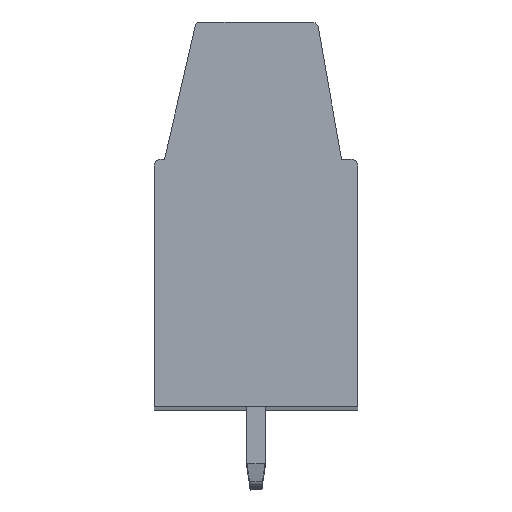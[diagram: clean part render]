
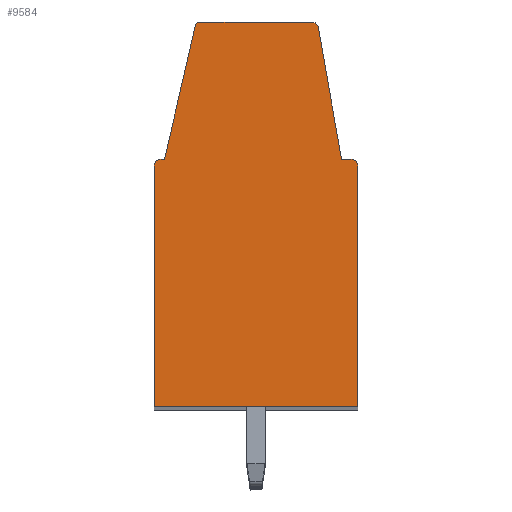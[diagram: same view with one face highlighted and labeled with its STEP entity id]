
A CAD part, top view. The second image highlights one B-rep face of the part: STEP entity #9584.
In plain terms, the highlighted planar face has unit normal (0, 0, 1).
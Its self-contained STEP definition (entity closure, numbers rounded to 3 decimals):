
#24=DIRECTION('',(0.225,0.974,0.));
#25=VECTOR('',#24,5.999);
#26=CARTESIAN_POINT('',(-4.,3.55,92.5));
#27=LINE('',#26,#25);
#28=CARTESIAN_POINT('',(-2.456,9.35,92.5));
#29=DIRECTION('',(0.,0.,-1.));
#30=DIRECTION('',(-0.974,0.225,0.));
#31=AXIS2_PLACEMENT_3D('',#28,#29,#30);
#33=DIRECTION('',(1.,0.,0.));
#34=VECTOR('',#33,4.886);
#35=CARTESIAN_POINT('',(-2.456,9.55,92.5));
#36=LINE('',#35,#34);
#37=CARTESIAN_POINT('',(2.43,9.25,92.5));
#38=DIRECTION('',(0.,0.,-1.));
#39=DIRECTION('',(0.,1.,0.));
#40=AXIS2_PLACEMENT_3D('',#37,#38,#39);
#42=DIRECTION('',(0.174,-0.985,0.));
#43=VECTOR('',#42,5.841);
#44=CARTESIAN_POINT('',(2.726,9.302,92.5));
#45=LINE('',#44,#43);
#46=DIRECTION('',(1.,0.,0.));
#47=VECTOR('',#46,0.41);
#48=CARTESIAN_POINT('',(3.74,3.55,92.5));
#49=LINE('',#48,#47);
#50=CARTESIAN_POINT('',(4.15,3.25,92.5));
#51=DIRECTION('',(0.,0.,-1.));
#52=DIRECTION('',(0.,1.,0.));
#53=AXIS2_PLACEMENT_3D('',#50,#51,#52);
#55=DIRECTION('',(0.,-1.,0.));
#56=VECTOR('',#55,10.5);
#57=CARTESIAN_POINT('',(4.45,3.25,92.5));
#58=LINE('',#57,#56);
#59=DIRECTION('',(-1.,0.,0.));
#60=VECTOR('',#59,8.9);
#61=CARTESIAN_POINT('',(4.45,-7.25,92.5));
#62=LINE('',#61,#60);
#63=DIRECTION('',(0.,1.,0.));
#64=VECTOR('',#63,10.5);
#65=CARTESIAN_POINT('',(-4.45,-7.25,92.5));
#66=LINE('',#65,#64);
#67=CARTESIAN_POINT('',(-4.15,3.25,92.5));
#68=DIRECTION('',(0.,0.,-1.));
#69=DIRECTION('',(-1.,0.,0.));
#70=AXIS2_PLACEMENT_3D('',#67,#68,#69);
#72=DIRECTION('',(1.,0.,0.));
#73=VECTOR('',#72,0.15);
#74=CARTESIAN_POINT('',(-4.15,3.55,92.5));
#75=LINE('',#74,#73);
#7662=CARTESIAN_POINT('',(-4.,3.55,92.5));
#7663=CARTESIAN_POINT('',(-2.651,9.395,92.5));
#7664=VERTEX_POINT('',#7662);
#7665=VERTEX_POINT('',#7663);
#7666=CARTESIAN_POINT('',(-4.15,3.55,92.5));
#7667=VERTEX_POINT('',#7666);
#7668=CARTESIAN_POINT('',(-4.45,3.25,92.5));
#7669=VERTEX_POINT('',#7668);
#7670=CARTESIAN_POINT('',(-4.45,-7.25,92.5));
#7671=VERTEX_POINT('',#7670);
#7672=CARTESIAN_POINT('',(4.45,-7.25,92.5));
#7673=VERTEX_POINT('',#7672);
#7674=CARTESIAN_POINT('',(4.45,3.25,92.5));
#7675=VERTEX_POINT('',#7674);
#7676=CARTESIAN_POINT('',(4.15,3.55,92.5));
#7677=VERTEX_POINT('',#7676);
#7678=CARTESIAN_POINT('',(3.74,3.55,92.5));
#7679=VERTEX_POINT('',#7678);
#7680=CARTESIAN_POINT('',(2.726,9.302,92.5));
#7681=VERTEX_POINT('',#7680);
#7682=CARTESIAN_POINT('',(2.43,9.55,92.5));
#7683=VERTEX_POINT('',#7682);
#7684=CARTESIAN_POINT('',(-2.456,9.55,92.5));
#7685=VERTEX_POINT('',#7684);
#9553=CARTESIAN_POINT('',(0.,0.,92.5));
#9554=DIRECTION('',(0.,0.,1.));
#9555=DIRECTION('',(1.,0.,0.));
#9556=AXIS2_PLACEMENT_3D('',#9553,#9554,#9555);
#9557=PLANE('',#9556);
#9559=ORIENTED_EDGE('',*,*,#9558,.T.);
#9561=ORIENTED_EDGE('',*,*,#9560,.T.);
#9563=ORIENTED_EDGE('',*,*,#9562,.T.);
#9565=ORIENTED_EDGE('',*,*,#9564,.T.);
#9567=ORIENTED_EDGE('',*,*,#9566,.T.);
#9569=ORIENTED_EDGE('',*,*,#9568,.T.);
#9571=ORIENTED_EDGE('',*,*,#9570,.T.);
#9573=ORIENTED_EDGE('',*,*,#9572,.T.);
#9575=ORIENTED_EDGE('',*,*,#9574,.T.);
#9577=ORIENTED_EDGE('',*,*,#9576,.T.);
#9579=ORIENTED_EDGE('',*,*,#9578,.T.);
#9581=ORIENTED_EDGE('',*,*,#9580,.T.);
#9582=EDGE_LOOP('',(#9559,#9561,#9563,#9565,#9567,#9569,#9571,#9573,#9575,#9577,
#9579,#9581));
#9583=FACE_OUTER_BOUND('',#9582,.F.);
#32=CIRCLE('',#31,0.2);
#41=CIRCLE('',#40,0.3);
#54=CIRCLE('',#53,0.3);
#71=CIRCLE('',#70,0.3);
#9558=EDGE_CURVE('',#7664,#7665,#27,.T.);
#9560=EDGE_CURVE('',#7665,#7685,#32,.T.);
#9562=EDGE_CURVE('',#7685,#7683,#36,.T.);
#9564=EDGE_CURVE('',#7683,#7681,#41,.T.);
#9566=EDGE_CURVE('',#7681,#7679,#45,.T.);
#9568=EDGE_CURVE('',#7679,#7677,#49,.T.);
#9570=EDGE_CURVE('',#7677,#7675,#54,.T.);
#9572=EDGE_CURVE('',#7675,#7673,#58,.T.);
#9574=EDGE_CURVE('',#7673,#7671,#62,.T.);
#9576=EDGE_CURVE('',#7671,#7669,#66,.T.);
#9578=EDGE_CURVE('',#7669,#7667,#71,.T.);
#9580=EDGE_CURVE('',#7667,#7664,#75,.T.);
#9584=ADVANCED_FACE('',(#9583),#9557,.T.);
